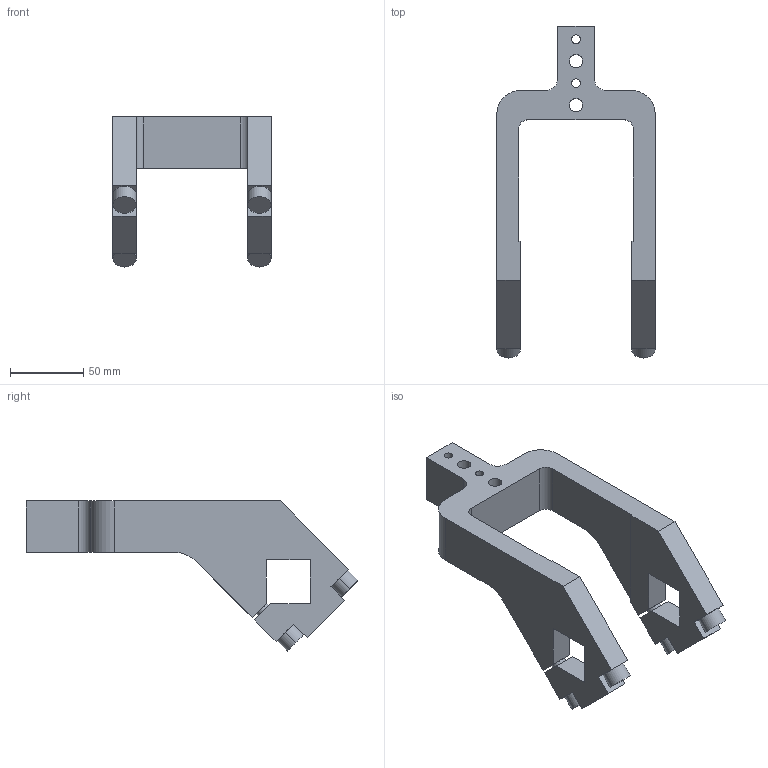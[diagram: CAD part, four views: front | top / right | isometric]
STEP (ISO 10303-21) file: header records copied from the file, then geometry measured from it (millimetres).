
FILE_DESCRIPTION(/* description */ (''),/* implementation_level */ '2;1');
FILE_NAME(/* name */ 'B3001.stp',/* time_stamp */ '2020-03-03T16:28:10+01:00',/* author */ ('donadda1'),/* organization */ ('Pneumax S.p.A.'),/* preprocessor_version */ 'ST-DEVELOPER v17',/* originating_system */ 'Autodesk Inventor 2019',/* authorisation */ '');
FILE_SCHEMA (('AUTOMOTIVE_DESIGN { 1 0 10303 214 3 1 1 }'));
Length unit declared in the file: millimetre
Products named in the file (1): B3001
Bounding box: 108 x 226.38 x 102.38 mm (x, y, z)
Volume: 349066.5 mm3; surface area: 68843.1 mm2
Topology: 1 solids, 1 shells, 80 faces, 216 edges, 136 vertices
Faces by surface type: plane 58, cylinder 22
Full cylindrical faces by diameter (mm): 6 x2, 9 x2, 10 x2
Entity records: 2571 total; most frequent: ORIENTED_EDGE 440, CARTESIAN_POINT 437, DIRECTION 434, EDGE_CURVE 220, LINE 168, VECTOR 168, VERTEX_POINT 136, AXIS2_PLACEMENT_3D 133
